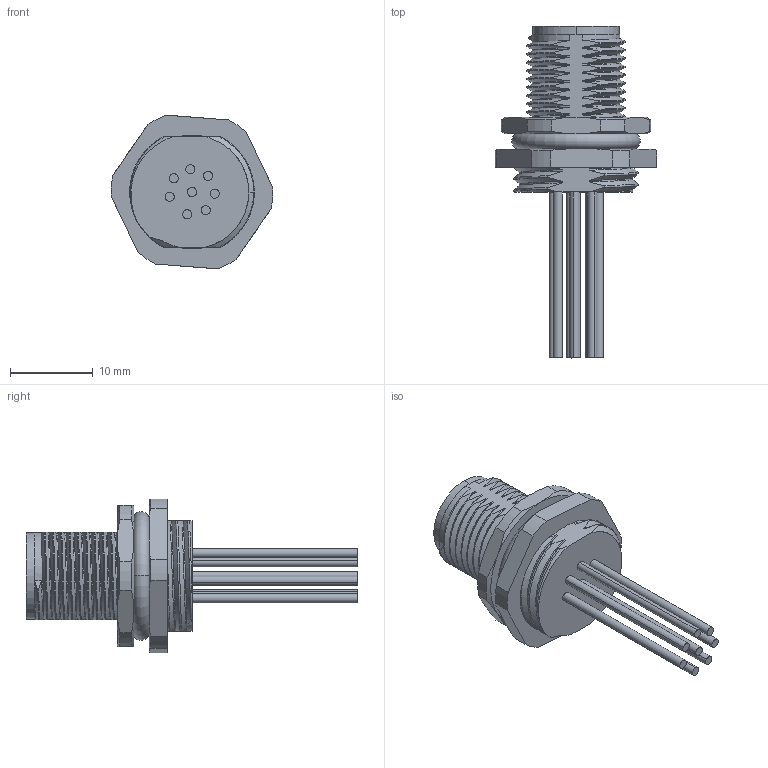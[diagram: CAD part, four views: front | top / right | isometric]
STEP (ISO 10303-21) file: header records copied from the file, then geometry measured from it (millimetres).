
FILE_DESCRIPTION((''),'2;1');
FILE_NAME('PG9','2017-07-14T',('hq.zhang'),(''),'PRO/ENGINEER BY PARAMETRIC TECHNOLOGY CORPORATION, 2012480','PRO/ENGINEER BY PARAMETRIC TECHNOLOGY CORPORATION, 2012480','');
FILE_SCHEMA(('AUTOMOTIVE_DESIGN { 1 0 10303 214 1 1 1 1 }'));
Length unit declared in the file: millimetre
Products named in the file (1): PG9
Bounding box: 19.49 x 40 x 18.52 mm (x, y, z)
Volume: 2639 mm3; surface area: 2844.3 mm2
Topology: 1 solids, 1 shells, 454 faces, 1240 edges, 796 vertices
Faces by surface type: extrusion 111, plane 95, bspline 93, cylinder 81, cone 47, sphere 16, torus 11
Entity records: 23843 total; most frequent: CARTESIAN_POINT 13430, ORIENTED_EDGE 2448, DIRECTION 1506, EDGE_CURVE 1224, VERTEX_POINT 796, B_SPLINE_CURVE_WITH_KNOTS 642, VECTOR 602, LINE 491
